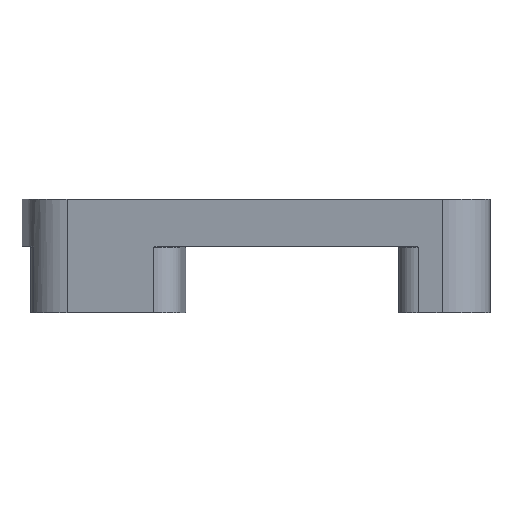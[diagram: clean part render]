
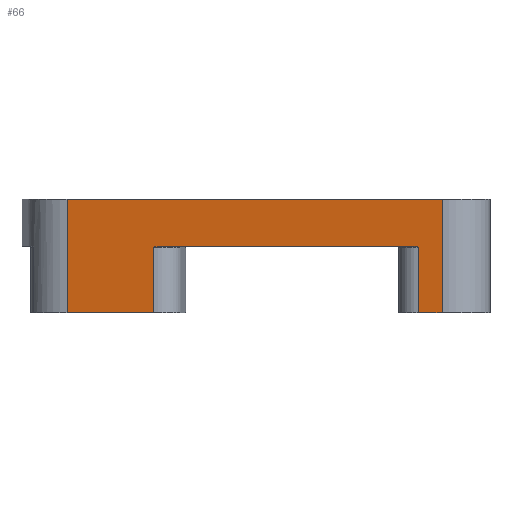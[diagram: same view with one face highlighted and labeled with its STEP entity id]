
A CAD part, front view. The second image highlights one B-rep face of the part: STEP entity #66.
In plain terms, the highlighted planar face has unit normal (-0.172, -0.985, 0).
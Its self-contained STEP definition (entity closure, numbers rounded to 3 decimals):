
#19 = VECTOR ( 'NONE', #375, 1000. ) ;
#20 = CARTESIAN_POINT ( 'NONE',  ( 13.265, 11.894, -14.2 ) ) ;
#29 = VERTEX_POINT ( 'NONE', #800 ) ;
#34 = EDGE_CURVE ( 'NONE', #860, #769, #1046, .T. ) ;
#36 = DIRECTION ( 'NONE',  ( 0.985, -0.172, 0. ) ) ;
#66 = ADVANCED_FACE ( 'NONE', ( #127 ), #384, .F. ) ;
#88 = CARTESIAN_POINT ( 'NONE',  ( 69.633, 2.046, -0.2 ) ) ;
#104 = ORIENTED_EDGE ( 'NONE', *, *, #1403, .F. ) ;
#127 = FACE_OUTER_BOUND ( 'NONE', #1371, .T. ) ;
#131 = CARTESIAN_POINT ( 'NONE',  ( 68.226, 2.291, 0. ) ) ;
#160 = LINE ( 'NONE', #878, #182 ) ;
#164 = LINE ( 'NONE', #1454, #1343 ) ;
#181 = CARTESIAN_POINT ( 'NONE',  ( 69.633, 2.046, -0.2 ) ) ;
#182 = VECTOR ( 'NONE', #667, 1000. ) ;
#208 = CARTESIAN_POINT ( 'NONE',  ( 13.265, 11.894, -0.2 ) ) ;
#235 = CARTESIAN_POINT ( 'NONE',  ( 14.434, 11.69, 0. ) ) ;
#238 = VERTEX_POINT ( 'NONE', #181 ) ;
#269 = AXIS2_PLACEMENT_3D ( 'NONE', #1161, #1397, #702 ) ;
#279 = EDGE_CURVE ( 'NONE', #238, #685, #823, .T. ) ;
#301 = EDGE_CURVE ( 'NONE', #952, #685, #164, .T. ) ;
#325 = CARTESIAN_POINT ( 'NONE',  ( 68.7, 2.209, -0.03 ) ) ;
#335 = VERTEX_POINT ( 'NONE', #443 ) ;
#343 = VECTOR ( 'NONE', #36, 1000. ) ;
#348 = ORIENTED_EDGE ( 'NONE', *, *, #1033, .T. ) ;
#352 = ORIENTED_EDGE ( 'NONE', *, *, #301, .F. ) ;
#362 = CARTESIAN_POINT ( 'NONE',  ( 14.672, 11.649, 0. ) ) ;
#375 = DIRECTION ( 'NONE',  ( 0., 0., -1. ) ) ;
#384 = PLANE ( 'NONE',  #269 ) ;
#389 = ORIENTED_EDGE ( 'NONE', *, *, #1360, .F. ) ;
#392 = VECTOR ( 'NONE', #869, 1000. ) ;
#415 = VECTOR ( 'NONE', #759, 1000. ) ;
#432 = EDGE_CURVE ( 'NONE', #1150, #944, #1455, .T. ) ;
#443 = CARTESIAN_POINT ( 'NONE',  ( -5.222, 15.124, 10. ) ) ;
#454 = CARTESIAN_POINT ( 'NONE',  ( 68.226, 2.291, 0. ) ) ;
#504 = B_SPLINE_CURVE_WITH_KNOTS ( 'NONE', 3,
 ( #899, #697, #1478, #905, #235, #362 ),
 .UNSPECIFIED., .F., .F.,
 ( 4, 2, 4 ),
 ( 0., 0.001, 0.001 ),
 .UNSPECIFIED. ) ;
#529 = CARTESIAN_POINT ( 'NONE',  ( -5.222, 15.124, -14.2 ) ) ;
#535 = CARTESIAN_POINT ( 'NONE',  ( -5.222, 15.124, 10. ) ) ;
#550 = CARTESIAN_POINT ( 'NONE',  ( 69.168, 2.127, -0.105 ) ) ;
#667 = DIRECTION ( 'NONE',  ( 0., 0., -1. ) ) ;
#683 = CARTESIAN_POINT ( 'NONE',  ( 68.464, 2.25, 0. ) ) ;
#685 = VERTEX_POINT ( 'NONE', #1409 ) ;
#697 = CARTESIAN_POINT ( 'NONE',  ( 13.498, 11.854, -0.153 ) ) ;
#702 = DIRECTION ( 'NONE',  ( -0.985, 0.172, 0. ) ) ;
#708 = ORIENTED_EDGE ( 'NONE', *, *, #432, .T. ) ;
#717 = CARTESIAN_POINT ( 'NONE',  ( -5.222, 15.124, 10. ) ) ;
#754 = LINE ( 'NONE', #535, #849 ) ;
#759 = DIRECTION ( 'NONE',  ( 0., 0., -1. ) ) ;
#760 = VECTOR ( 'NONE', #773, 1000. ) ;
#764 = CARTESIAN_POINT ( 'NONE',  ( 74.726, 1.156, 10. ) ) ;
#769 = VERTEX_POINT ( 'NONE', #131 ) ;
#773 = DIRECTION ( 'NONE',  ( 0., 0., 1. ) ) ;
#778 = CARTESIAN_POINT ( 'NONE',  ( 69.4, 2.086, -0.153 ) ) ;
#783 = ORIENTED_EDGE ( 'NONE', *, *, #279, .T. ) ;
#800 = CARTESIAN_POINT ( 'NONE',  ( -5.222, 15.124, -14.2 ) ) ;
#802 = LINE ( 'NONE', #529, #392 ) ;
#823 = LINE ( 'NONE', #972, #415 ) ;
#840 = EDGE_CURVE ( 'NONE', #846, #952, #160, .T. ) ;
#846 = VERTEX_POINT ( 'NONE', #764 ) ;
#849 = VECTOR ( 'NONE', #1323, 1000. ) ;
#860 = VERTEX_POINT ( 'NONE', #1456 ) ;
#865 = ORIENTED_EDGE ( 'NONE', *, *, #34, .T. ) ;
#869 = DIRECTION ( 'NONE',  ( -0.985, 0.172, 0. ) ) ;
#878 = CARTESIAN_POINT ( 'NONE',  ( 74.726, 1.156, 10. ) ) ;
#885 = ORIENTED_EDGE ( 'NONE', *, *, #840, .F. ) ;
#887 = EDGE_CURVE ( 'NONE', #769, #238, #1050, .T. ) ;
#899 = CARTESIAN_POINT ( 'NONE',  ( 13.265, 11.894, -0.2 ) ) ;
#903 = ORIENTED_EDGE ( 'NONE', *, *, #887, .T. ) ;
#905 = CARTESIAN_POINT ( 'NONE',  ( 14.198, 11.731, -0.03 ) ) ;
#944 = VERTEX_POINT ( 'NONE', #208 ) ;
#952 = VERTEX_POINT ( 'NONE', #1241 ) ;
#972 = CARTESIAN_POINT ( 'NONE',  ( 69.633, 2.046, 10. ) ) ;
#1033 = EDGE_CURVE ( 'NONE', #944, #860, #504, .T. ) ;
#1046 = LINE ( 'NONE', #1259, #343 ) ;
#1050 = B_SPLINE_CURVE_WITH_KNOTS ( 'NONE', 3,
 ( #454, #683, #325, #550, #778, #88 ),
 .UNSPECIFIED., .F., .F.,
 ( 4, 2, 4 ),
 ( 0., 0.001, 0.001 ),
 .UNSPECIFIED. ) ;
#1083 = ORIENTED_EDGE ( 'NONE', *, *, #1104, .T. ) ;
#1101 = CARTESIAN_POINT ( 'NONE',  ( 13.265, 11.894, 10. ) ) ;
#1104 = EDGE_CURVE ( 'NONE', #335, #29, #1144, .T. ) ;
#1144 = LINE ( 'NONE', #717, #19 ) ;
#1150 = VERTEX_POINT ( 'NONE', #20 ) ;
#1161 = CARTESIAN_POINT ( 'NONE',  ( -5.222, 15.124, 10. ) ) ;
#1241 = CARTESIAN_POINT ( 'NONE',  ( 74.726, 1.156, -14.2 ) ) ;
#1259 = CARTESIAN_POINT ( 'NONE',  ( -5.222, 15.124, 0. ) ) ;
#1323 = DIRECTION ( 'NONE',  ( 0.985, -0.172, 0. ) ) ;
#1343 = VECTOR ( 'NONE', #1444, 1000. ) ;
#1360 = EDGE_CURVE ( 'NONE', #1150, #29, #802, .T. ) ;
#1371 = EDGE_LOOP ( 'NONE', ( #389, #708, #348, #865, #903, #783, #352, #885, #104, #1083 ) ) ;
#1397 = DIRECTION ( 'NONE',  ( 0.172, 0.985, 0. ) ) ;
#1403 = EDGE_CURVE ( 'NONE', #335, #846, #754, .T. ) ;
#1409 = CARTESIAN_POINT ( 'NONE',  ( 69.633, 2.046, -14.2 ) ) ;
#1444 = DIRECTION ( 'NONE',  ( -0.985, 0.172, 0. ) ) ;
#1454 = CARTESIAN_POINT ( 'NONE',  ( 62.722, 3.253, -14.2 ) ) ;
#1455 = LINE ( 'NONE', #1101, #760 ) ;
#1456 = CARTESIAN_POINT ( 'NONE',  ( 14.672, 11.649, 0. ) ) ;
#1478 = CARTESIAN_POINT ( 'NONE',  ( 13.73, 11.813, -0.105 ) ) ;
